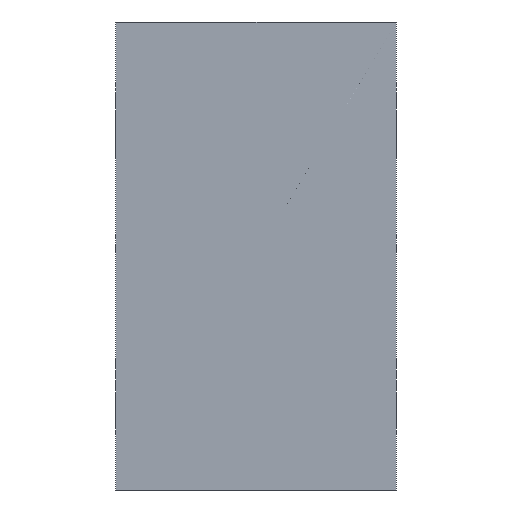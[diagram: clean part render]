
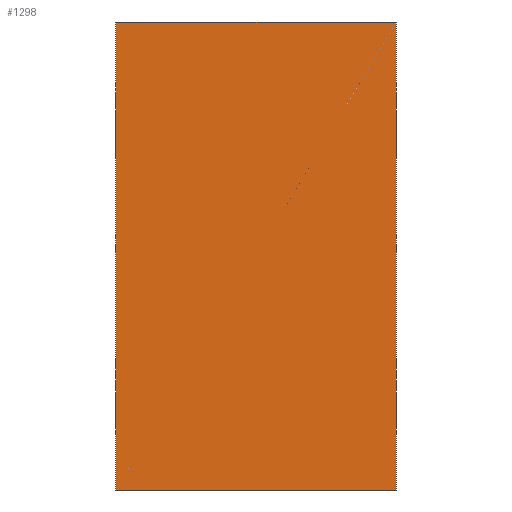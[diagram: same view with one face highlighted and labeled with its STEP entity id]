
A CAD part, left-side view. The second image highlights one B-rep face of the part: STEP entity #1298.
In plain terms, the highlighted planar face has unit normal (-1, 0, 0).
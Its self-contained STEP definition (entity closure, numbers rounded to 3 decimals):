
#80=PLANE('',#1402);
#146=FACE_OUTER_BOUND('',#224,.T.);
#224=EDGE_LOOP('',(#1217,#1218,#1219,#1220));
#261=LINE('',#1853,#417);
#338=LINE('',#2015,#494);
#368=LINE('',#2075,#524);
#380=LINE('',#2102,#536);
#417=VECTOR('',#1507,10.);
#494=VECTOR('',#1640,10.);
#524=VECTOR('',#1698,10.);
#536=VECTOR('',#1730,10.);
#601=VERTEX_POINT('',#1851);
#602=VERTEX_POINT('',#1852);
#659=VERTEX_POINT('',#2014);
#675=VERTEX_POINT('',#2074);
#733=EDGE_CURVE('',#601,#602,#261,.T.);
#810=EDGE_CURVE('',#602,#659,#338,.T.);
#844=EDGE_CURVE('',#675,#601,#368,.T.);
#860=EDGE_CURVE('',#659,#675,#380,.T.);
#1217=ORIENTED_EDGE('',*,*,#844,.T.);
#1218=ORIENTED_EDGE('',*,*,#733,.T.);
#1219=ORIENTED_EDGE('',*,*,#810,.T.);
#1220=ORIENTED_EDGE('',*,*,#860,.T.);
#1298=ADVANCED_FACE('',(#146),#80,.T.);
#1402=AXIS2_PLACEMENT_3D('',#2107,#1739,#1740);
#1507=DIRECTION('',(0.,0.,-1.));
#1640=DIRECTION('',(0.,-1.,0.));
#1698=DIRECTION('',(0.,1.,0.));
#1730=DIRECTION('',(0.,0.,1.));
#1739=DIRECTION('center_axis',(-1.,0.,0.));
#1740=DIRECTION('ref_axis',(0.,-1.,0.));
#1851=CARTESIAN_POINT('',(-35.,12.,135.4));
#1852=CARTESIAN_POINT('',(-35.,12.,115.4));
#1853=CARTESIAN_POINT('',(-35.,12.,125.4));
#2014=CARTESIAN_POINT('',(-35.,0.,115.4));
#2015=CARTESIAN_POINT('',(-35.,3.25,115.4));
#2074=CARTESIAN_POINT('',(-35.,0.,135.4));
#2075=CARTESIAN_POINT('',(-35.,3.25,135.4));
#2102=CARTESIAN_POINT('',(-35.,0.,135.4));
#2107=CARTESIAN_POINT('Origin',(-35.,18.,135.4));
